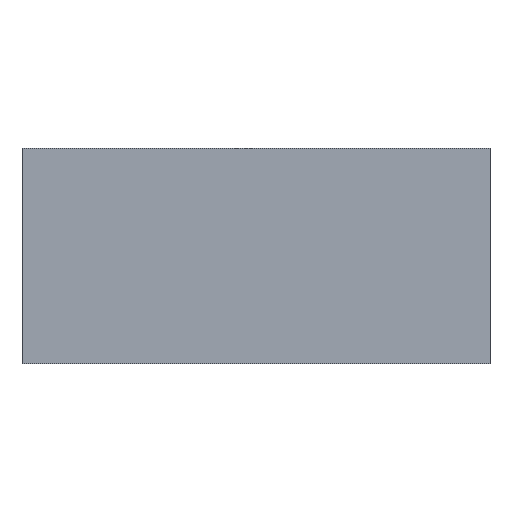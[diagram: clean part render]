
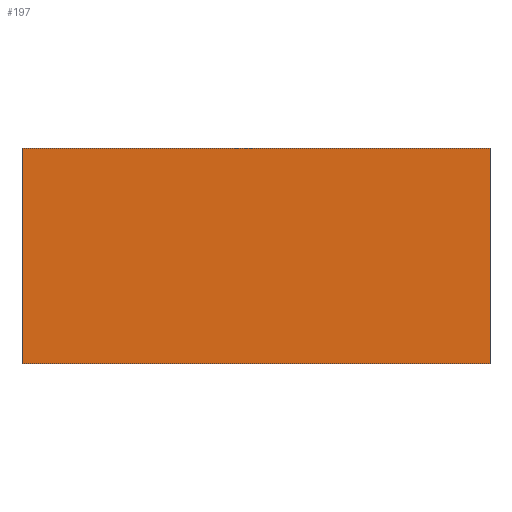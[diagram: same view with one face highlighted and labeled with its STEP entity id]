
A CAD part, front view. The second image highlights one B-rep face of the part: STEP entity #197.
In plain terms, the highlighted planar face has unit normal (0, -1, 0).
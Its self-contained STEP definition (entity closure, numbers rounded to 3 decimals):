
#5 = CARTESIAN_POINT ( 'NONE',  ( 500., 0., 230. ) ) ;
#9 = CARTESIAN_POINT ( 'NONE',  ( 500., 0., -230. ) ) ;
#19 = DIRECTION ( 'NONE',  ( 0., -1., 0. ) ) ;
#29 = VERTEX_POINT ( 'NONE', #5 ) ;
#31 = ORIENTED_EDGE ( 'NONE', *, *, #83, .F. ) ;
#39 = LINE ( 'NONE', #100, #88 ) ;
#53 = LINE ( 'NONE', #150, #117 ) ;
#56 = DIRECTION ( 'NONE',  ( 0., 0., -1. ) ) ;
#68 = DIRECTION ( 'NONE',  ( -1., 0., 0. ) ) ;
#69 = DIRECTION ( 'NONE',  ( 1., 0., 0. ) ) ;
#71 = LINE ( 'NONE', #98, #137 ) ;
#81 = LINE ( 'NONE', #145, #143 ) ;
#83 = EDGE_CURVE ( 'NONE', #154, #102, #81, .T. ) ;
#88 = VECTOR ( 'NONE', #68, 1000. ) ;
#92 = EDGE_LOOP ( 'NONE', ( #136, #175, #31, #120 ) ) ;
#98 = CARTESIAN_POINT ( 'NONE',  ( 500., 0., 230. ) ) ;
#100 = CARTESIAN_POINT ( 'NONE',  ( -500., 0., -230. ) ) ;
#102 = VERTEX_POINT ( 'NONE', #109 ) ;
#109 = CARTESIAN_POINT ( 'NONE',  ( -500., 0., 230. ) ) ;
#117 = VECTOR ( 'NONE', #69, 1000. ) ;
#120 = ORIENTED_EDGE ( 'NONE', *, *, #162, .F. ) ;
#130 = PLANE ( 'NONE',  #168 ) ;
#132 = FACE_OUTER_BOUND ( 'NONE', #92, .T. ) ;
#136 = ORIENTED_EDGE ( 'NONE', *, *, #169, .F. ) ;
#137 = VECTOR ( 'NONE', #56, 1000. ) ;
#143 = VECTOR ( 'NONE', #188, 1000. ) ;
#145 = CARTESIAN_POINT ( 'NONE',  ( -500., 0., 230. ) ) ;
#150 = CARTESIAN_POINT ( 'NONE',  ( -500., 0., 230. ) ) ;
#154 = VERTEX_POINT ( 'NONE', #178 ) ;
#162 = EDGE_CURVE ( 'NONE', #185, #154, #39, .T. ) ;
#168 = AXIS2_PLACEMENT_3D ( 'NONE', #194, #19, #195 ) ;
#169 = EDGE_CURVE ( 'NONE', #29, #185, #71, .T. ) ;
#175 = ORIENTED_EDGE ( 'NONE', *, *, #181, .F. ) ;
#178 = CARTESIAN_POINT ( 'NONE',  ( -500., 0., -230. ) ) ;
#181 = EDGE_CURVE ( 'NONE', #102, #29, #53, .T. ) ;
#185 = VERTEX_POINT ( 'NONE', #9 ) ;
#188 = DIRECTION ( 'NONE',  ( 0., 0., 1. ) ) ;
#194 = CARTESIAN_POINT ( 'NONE',  ( 0., 0., 0. ) ) ;
#195 = DIRECTION ( 'NONE',  ( 0., 0., -1. ) ) ;
#197 = ADVANCED_FACE ( 'NONE', ( #132 ), #130, .T. ) ;
